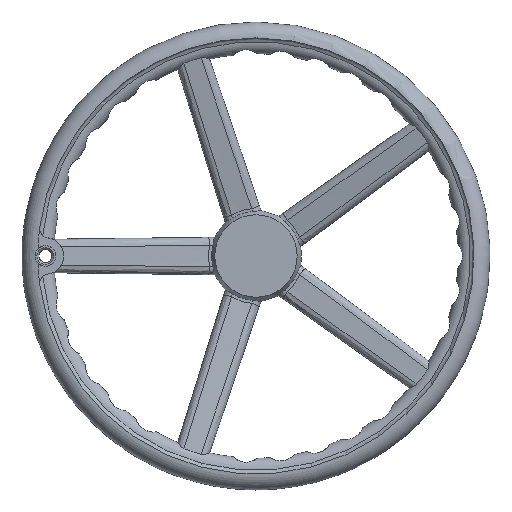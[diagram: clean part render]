
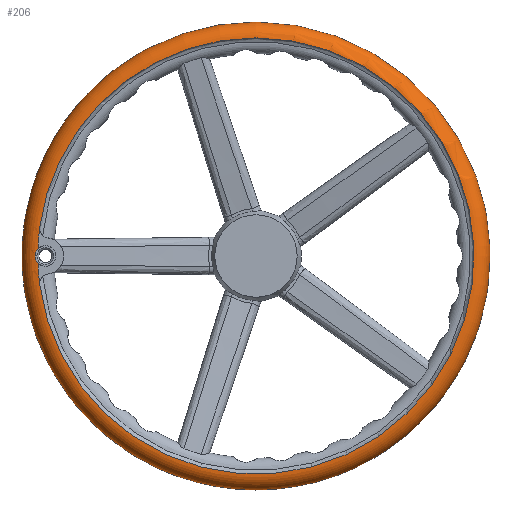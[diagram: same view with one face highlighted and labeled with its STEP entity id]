
A CAD part, left-side view. The second image highlights one B-rep face of the part: STEP entity #206.
In plain terms, the highlighted toroidal (fillet/blend) face has major radius 233 mm and minor radius 17 mm.
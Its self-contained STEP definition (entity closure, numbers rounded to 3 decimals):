
#169=TOROIDAL_SURFACE('',#2936,233.,17.);
#185=FACE_BOUND('',#574,.T.);
#186=FACE_BOUND('',#575,.T.);
#206=ADVANCED_FACE('',(#185,#186),#169,.T.);
#574=EDGE_LOOP('',(#994));
#575=EDGE_LOOP('',(#995,#996,#997,#998));
#877=CIRCLE('',#2932,233.);
#878=CIRCLE('',#2933,233.);
#879=CIRCLE('',#2934,233.);
#880=CIRCLE('',#2935,233.);
#994=ORIENTED_EDGE('',*,*,#2206,.T.);
#995=ORIENTED_EDGE('',*,*,#2207,.F.);
#996=ORIENTED_EDGE('',*,*,#2208,.T.);
#997=ORIENTED_EDGE('',*,*,#2209,.F.);
#998=ORIENTED_EDGE('',*,*,#2210,.F.);
#1902=VERTEX_POINT('',#3943);
#1903=VERTEX_POINT('',#3945);
#1904=VERTEX_POINT('',#3946);
#1905=VERTEX_POINT('',#3953);
#1906=VERTEX_POINT('',#3955);
#2206=EDGE_CURVE('',#1902,#1902,#877,.T.);
#2207=EDGE_CURVE('',#1903,#1904,#878,.T.);
#2208=EDGE_CURVE('',#1903,#1905,#2657,.T.);
#2209=EDGE_CURVE('',#1906,#1905,#879,.T.);
#2210=EDGE_CURVE('',#1904,#1906,#880,.T.);
#2657=B_SPLINE_CURVE_WITH_KNOTS('',3,(#3947,#3948,#3949,#3950,#3951,#3952),
.UNSPECIFIED.,.F.,.F.,(4,2,4),(0.,0.5,1.),.UNSPECIFIED.);
#2932=AXIS2_PLACEMENT_3D('',#3942,#3161,#3162);
#2933=AXIS2_PLACEMENT_3D('',#3944,#3163,#3164);
#2934=AXIS2_PLACEMENT_3D('',#3954,#3165,#3166);
#2935=AXIS2_PLACEMENT_3D('',#3956,#3167,#3168);
#2936=AXIS2_PLACEMENT_3D('',#3957,#3169,#3170);
#3161=DIRECTION('',(-1.,0.,0.));
#3162=DIRECTION('',(0.,0.,1.));
#3163=DIRECTION('',(-1.,0.,0.));
#3164=DIRECTION('',(0.,0.,1.));
#3165=DIRECTION('',(-1.,0.,0.));
#3166=DIRECTION('',(0.,0.,1.));
#3167=DIRECTION('',(-1.,0.,0.));
#3168=DIRECTION('',(0.,0.,1.));
#3169=DIRECTION('',(-1.,0.,0.));
#3170=DIRECTION('',(0.,0.,1.));
#3942=CARTESIAN_POINT('',(798.154,567.94,0.));
#3943=CARTESIAN_POINT('',(798.154,567.94,233.));
#3944=CARTESIAN_POINT('',(764.154,567.94,0.));
#3945=CARTESIAN_POINT('',(764.154,800.811,-7.756));
#3946=CARTESIAN_POINT('',(764.154,799.001,-30.));
#3947=CARTESIAN_POINT('',(764.154,800.811,-7.756));
#3948=CARTESIAN_POINT('',(764.154,802.828,-5.709));
#3949=CARTESIAN_POINT('',(764.43,803.992,-2.858));
#3950=CARTESIAN_POINT('',(764.429,803.988,2.873));
#3951=CARTESIAN_POINT('',(764.154,802.812,5.725));
#3952=CARTESIAN_POINT('',(764.154,800.811,7.756));
#3953=CARTESIAN_POINT('',(764.154,800.811,7.756));
#3954=CARTESIAN_POINT('',(764.154,567.94,0.));
#3955=CARTESIAN_POINT('',(764.154,799.001,30.));
#3956=CARTESIAN_POINT('',(764.154,567.94,0.));
#3957=CARTESIAN_POINT('',(781.154,567.94,0.));
